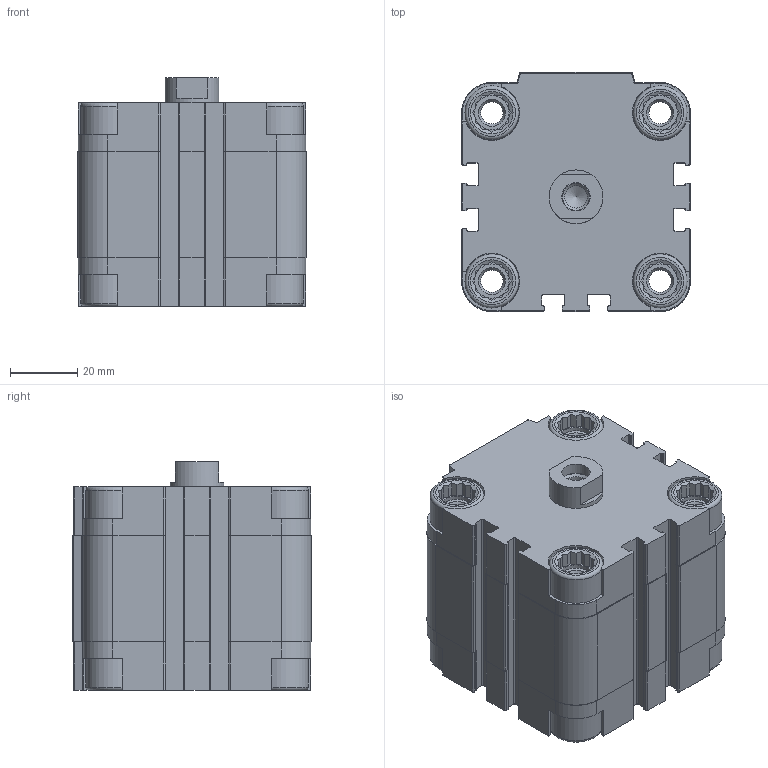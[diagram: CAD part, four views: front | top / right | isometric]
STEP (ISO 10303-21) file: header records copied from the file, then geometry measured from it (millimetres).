
FILE_DESCRIPTION(/* description */ ('STEP AP214'),/* implementation_level */ '2;1');
FILE_NAME(/* name */ '156961_AEVU-50-15-P-A',/* time_stamp */ '2024-08-02T20:34:32+02:00',/* author */ ('License CC BY-ND 4.0'),/* organization */ ('CADENAS'),/* preprocessor_version */ 'ST-DEVELOPER v19.3',/* originating_system */ 'PARTsolutions',/* authorisation */ ' ');
FILE_SCHEMA (('AUTOMOTIVE_DESIGN {1 0 10303 214 3 1 1}'));
Length unit declared in the file: millimetre
Products named in the file (4): 156961 AEVU-50-15-P-A---(0); 156961 AEVU-50-15-P-A---(0_ZR); 156961 AEVU-50-15-P-A---(KS); 340116 G1/8-AEVU
Assembly tree (3 placements, depth 2):
  156961 AEVU-50-15-P-A---(0)
    156961 AEVU-50-15-P-A---(0_ZR)
    156961 AEVU-50-15-P-A---(KS)
    340116 G1/8-AEVU
Bounding box: 68 x 71 x 68 mm (x, y, z)
Volume: 224755.7 mm3; surface area: 56788.5 mm2
Topology: 3 solids, 3 shells, 655 faces, 1760 edges, 1150 vertices
Faces by surface type: plane 427, cylinder 193, cone 27, torus 8
Full cylindrical faces by diameter (mm): 6 x1, 6.2 x1, 6.647 x9, 8.3 x1, 8.4 x1, 8.566 x2, 10.2 x8, 10.4 x4, 16 x10, 50 x2
Entity records: 20201 total; most frequent: CARTESIAN_POINT 4064, ORIENTED_EDGE 3344, DIRECTION 3212, EDGE_CURVE 1672, VERTEX_POINT 1137, AXIS2_PLACEMENT_3D 1079, LINE 1054, VECTOR 1054
